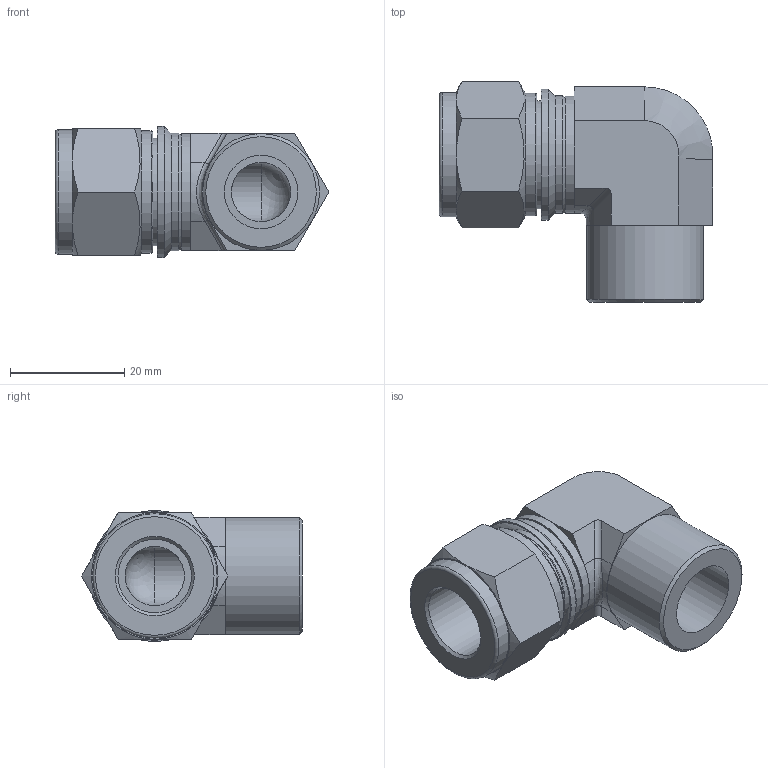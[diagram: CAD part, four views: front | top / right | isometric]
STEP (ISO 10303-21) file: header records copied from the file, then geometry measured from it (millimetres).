
FILE_DESCRIPTION(/* description */ (''),/* implementation_level */ '2;1');
FILE_NAME(/* name */ 'SSWEI-8.stp',/* time_stamp */ '2022-07-08T09:38:59+09:00',/* author */ ('user'),/* organization */ (''),/* preprocessor_version */ 'ST-DEVELOPER v18.1',/* originating_system */ 'Autodesk Inventor 2022',/* authorisation */ '');
FILE_SCHEMA (('AUTOMOTIVE_DESIGN { 1 0 10303 214 3 1 1 }'));
Length unit declared in the file: millimetre
Products named in the file (1): SSWE-8
Bounding box: 47.97 x 38.73 x 23 mm (x, y, z)
Volume: 15373.5 mm3; surface area: 7910.4 mm2
Topology: 1 solids, 1 shells, 65 faces, 146 edges, 92 vertices
Faces by surface type: plane 28, cylinder 17, cone 16, torus 2, sphere 1, bspline 1
Full cylindrical faces by diameter (mm): 10.414 x2, 12.9 x2, 17.2 x1, 17.7 x1, 18.9 x1, 20.5 x2, 20.6 x1, 21.5 x1, 21.8 x1, 23 x1
Entity records: 1858 total; most frequent: CARTESIAN_POINT 372, DIRECTION 315, ORIENTED_EDGE 290, EDGE_CURVE 145, AXIS2_PLACEMENT_3D 125, VERTEX_POINT 92, EDGE_LOOP 77, FACE_OUTER_BOUND 65
